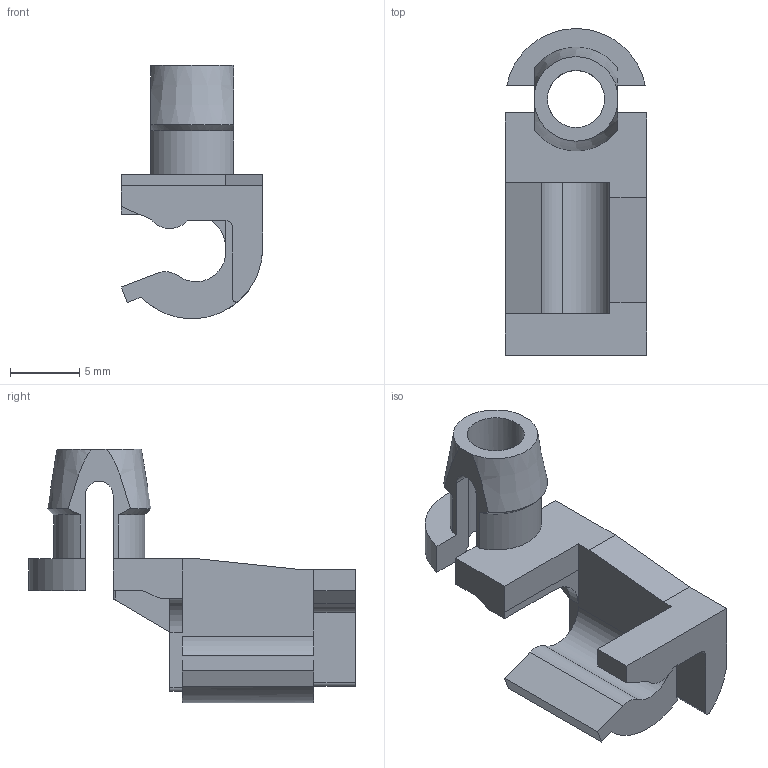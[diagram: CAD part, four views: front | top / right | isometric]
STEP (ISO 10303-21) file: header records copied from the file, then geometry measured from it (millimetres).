
FILE_DESCRIPTION(/* description */ ('ROD RETAINER CLIP'),/* implementation_level */ '2;1');
FILE_NAME(/* name */ '299712.stp',/* time_stamp */ '2023-12-05T14:07:58-05:00',/* author */ ('dtinay'),/* organization */ ('Eberhard Manufacturing Company'),/* preprocessor_version */ 'ST-DEVELOPER v20',/* originating_system */ 'Autodesk Inventor 2024',/* authorisation */ '');
FILE_SCHEMA (('AUTOMOTIVE_DESIGN { 1 0 10303 214 3 1 1 }'));
Length unit declared in the file: millimetre
Products named in the file (1): 299712
Bounding box: 10.21 x 23.6 x 18.3 mm (x, y, z)
Volume: 845.9 mm3; surface area: 1117.1 mm2
Topology: 1 solids, 1 shells, 59 faces, 171 edges, 113 vertices
Faces by surface type: plane 37, cylinder 16, cone 6
Full cylindrical faces by diameter (mm): 4.128 x1
Entity records: 2022 total; most frequent: CARTESIAN_POINT 415, ORIENTED_EDGE 342, DIRECTION 317, EDGE_CURVE 171, LINE 115, VECTOR 115, VERTEX_POINT 113, AXIS2_PLACEMENT_3D 101
